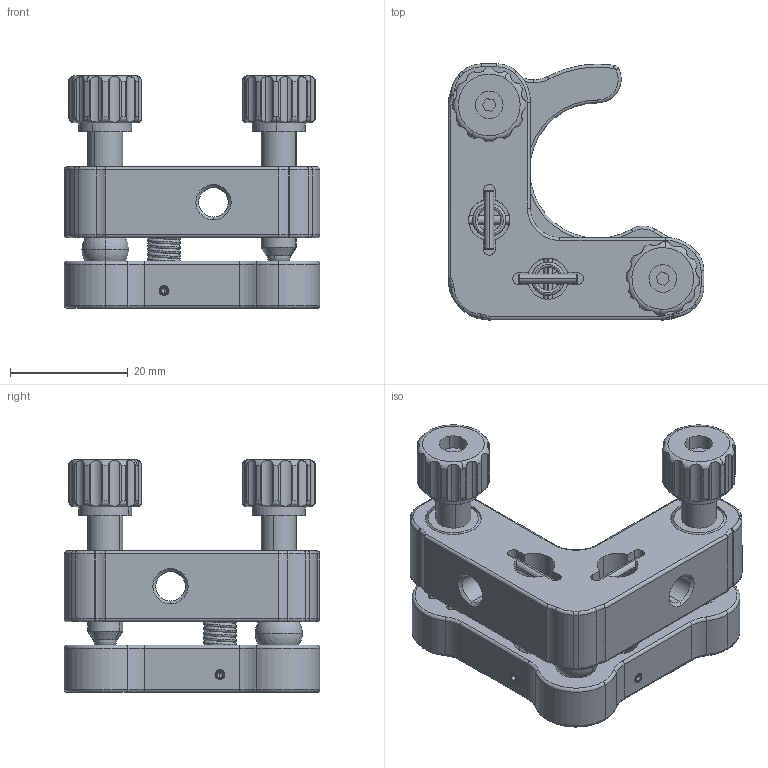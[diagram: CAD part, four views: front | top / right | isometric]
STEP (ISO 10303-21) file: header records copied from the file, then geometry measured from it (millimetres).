
FILE_DESCRIPTION (( 'STEP AP203' ), '1' );
FILE_NAME ('Web Model 17279_17279.step', '2021-05-20T14:58:45', ( '' ), ( '' ), 'SwSTEP 2.0', 'SolidWorks 2018', '' );
FILE_SCHEMA (( 'CONFIG_CONTROL_DESIGN' ));
Length unit declared in the file: millimetre
Products named in the file (1): Web Model 17279_17279
Bounding box: 43.5 x 43.5 x 39.5 mm (x, y, z)
Volume: 19676.4 mm3; surface area: 15019.1 mm2
Topology: 24 solids, 24 shells, 676 faces, 1912 edges, 1300 vertices
Faces by surface type: cylinder 315, plane 165, torus 118, cone 46, sphere 16, bspline 16
Entity records: 32595 total; most frequent: CARTESIAN_POINT 15181, ORIENTED_EDGE 3752, DIRECTION 3523, EDGE_CURVE 1876, AXIS2_PLACEMENT_3D 1393, VERTEX_POINT 1294, EDGE_LOOP 760, VECTOR 737
